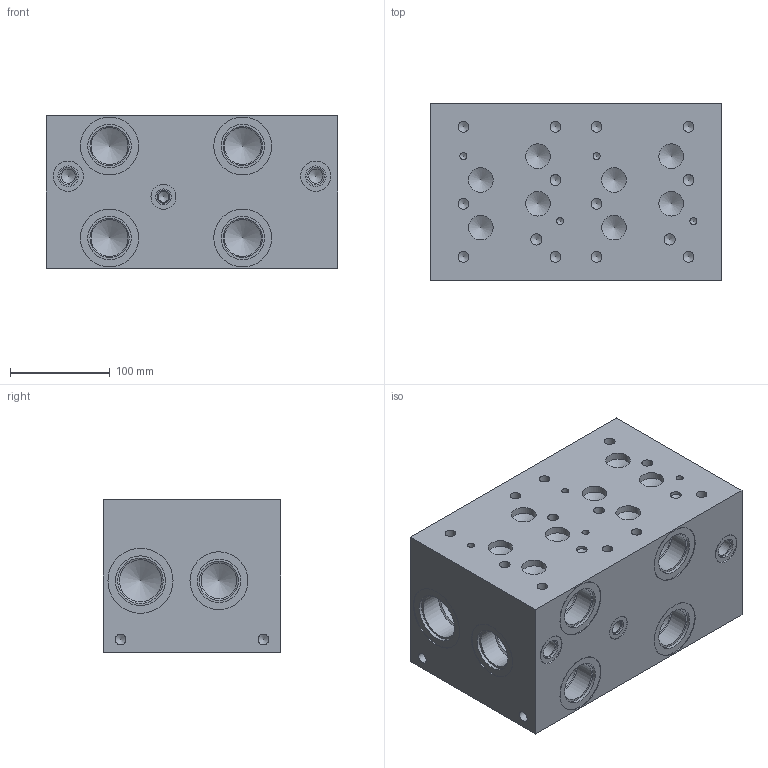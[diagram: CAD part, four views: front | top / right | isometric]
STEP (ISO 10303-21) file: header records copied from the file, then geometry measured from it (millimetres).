
FILE_DESCRIPTION((''),'2;1');
FILE_NAME('AD08HP025S_C.stp','2012-01-24T08:45:22',('juliea'),(''),'Autodesk Inventor 2012','Autodesk Inventor 2012','');
FILE_SCHEMA(('AUTOMOTIVE_DESIGN { 1 0 10303 214 1 1 1 1 }'));
Length unit declared in the file: millimetre
Products named in the file (1): AD08HP025S_C_3D
Bounding box: 292.1 x 177.8 x 152.4 mm (x, y, z)
Volume: 7355806.2 mm3; surface area: 317658.8 mm2
Topology: 1 solids, 1 shells, 164 faces, 346 edges, 208 vertices
Faces by surface type: cylinder 79, cone 55, plane 30
Full cylindrical faces by diameter (mm): 7.137 x4, 10.719 x17, 11.125 x2, 12.9 x1, 14.275 x2, 15.596 x1, 17.501 x2, 19.05 x1, 20.599 x2, 24.613 x8, 25.019 x1, 28.626 x1, 30.251 x2, 31.344 x1, 35.585 x1, 35.712 x2, 36.906 x4, 39.218 x6, 42.062 x2, 43.51 x6, 44.45 x1, 45.568 x2, 49.809 x2, 57.963 x6, 65.151 x2
Entity records: 3342 total; most frequent: DIRECTION 658, CARTESIAN_POINT 501, ORIENTED_EDGE 340, AXIS2_PLACEMENT_3D 323, EDGE_LOOP 322, EDGE_CURVE 170, VERTEX_POINT 166, FACE_OUTER_BOUND 164
